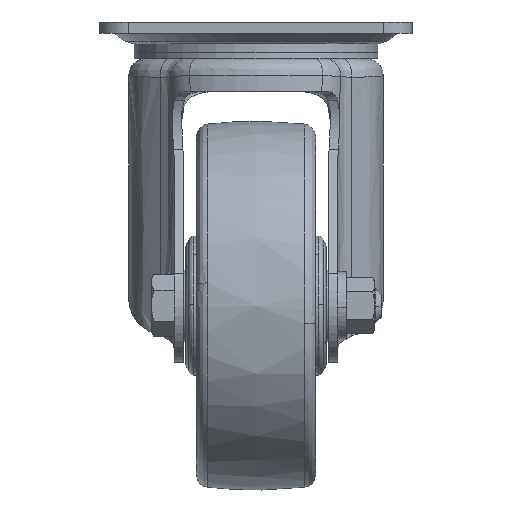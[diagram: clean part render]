
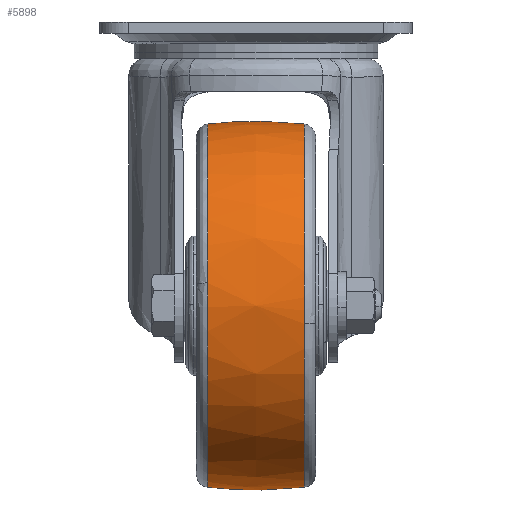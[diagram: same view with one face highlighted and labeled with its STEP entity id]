
A CAD part, left-side view. The second image highlights one B-rep face of the part: STEP entity #5898.
In plain terms, the highlighted free-form (B-spline) face has degree [2, 2] with [5, 7] control points.
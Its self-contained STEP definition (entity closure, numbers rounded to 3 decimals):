
#5609=CARTESIAN_POINT('',(-40.0,17.01,-164.032));
#5610=VERTEX_POINT('',#5609);
#5624=CARTESIAN_POINT('',(-103.527,17.01,-91.975));
#5625=VERTEX_POINT('',#5624);
#5626=CARTESIAN_POINT('',(-103.527,17.01,-91.975));
#5627=CARTESIAN_POINT('',(-104.032,17.01,-95.971));
#5628=CARTESIAN_POINT('',(-104.032,17.01,-100.));
#5629=CARTESIAN_POINT('',(-104.032,17.01,-164.032));
#5630=CARTESIAN_POINT('',(-40.0,17.01,-164.032));
#5638=(BOUNDED_CURVE()B_SPLINE_CURVE(2,(#5626,#5627,#5628,#5629,#5630),.UNSPECIFIED.,.F.,.U.)B_SPLINE_CURVE_WITH_KNOTS((3,2,3),(0.228,0.25,0.5),.UNSPECIFIED.)CURVE()GEOMETRIC_REPRESENTATION_ITEM()RATIONAL_B_SPLINE_CURVE((0.954,0.975,1.0,0.707,1.0))REPRESENTATION_ITEM(''));
#5639=EDGE_CURVE('',#5625,#5610,#5638,.T.);
#5688=CARTESIAN_POINT('',(-40.0,17.01,-35.968));
#5689=VERTEX_POINT('',#5688);
#5690=CARTESIAN_POINT('',(-40.0,17.01,-35.968));
#5691=CARTESIAN_POINT('',(-96.452,17.01,-35.968));
#5692=CARTESIAN_POINT('',(-103.527,17.01,-91.975));
#5700=(BOUNDED_CURVE()B_SPLINE_CURVE(2,(#5690,#5691,#5692),.UNSPECIFIED.,.F.,.U.)B_SPLINE_CURVE_WITH_KNOTS((3,3),(0.0,0.228),.UNSPECIFIED.)CURVE()GEOMETRIC_REPRESENTATION_ITEM()RATIONAL_B_SPLINE_CURVE((1.0,0.733,0.954))REPRESENTATION_ITEM(''));
#5701=EDGE_CURVE('',#5689,#5625,#5700,.T.);
#5801=CARTESIAN_POINT('',(-38.216,-18.723,-36.173));
#5802=CARTESIAN_POINT('',(-38.183,-9.398,-35.));
#5803=CARTESIAN_POINT('',(-38.183,0.,-35.));
#5804=CARTESIAN_POINT('',(-38.183,9.398,-35.));
#5805=CARTESIAN_POINT('',(-38.216,18.723,-36.173));
#5806=CARTESIAN_POINT('',(-39.103,-18.723,-36.173));
#5807=CARTESIAN_POINT('',(-39.086,-9.398,-35.0));
#5808=CARTESIAN_POINT('',(-39.086,0.,-35.));
#5809=CARTESIAN_POINT('',(-39.086,9.398,-35.0));
#5810=CARTESIAN_POINT('',(-39.103,18.723,-36.173));
#5811=CARTESIAN_POINT('',(-103.827,-18.723,-36.173));
#5812=CARTESIAN_POINT('',(-105.,-9.398,-35.));
#5813=CARTESIAN_POINT('',(-105.,0.,-35.));
#5814=CARTESIAN_POINT('',(-105.,9.398,-35.));
#5815=CARTESIAN_POINT('',(-103.827,18.723,-36.173));
#5816=CARTESIAN_POINT('',(-103.827,-18.723,-100.0));
#5817=CARTESIAN_POINT('',(-105.,-9.398,-100.0));
#5818=CARTESIAN_POINT('',(-105.0,0.,-100.0));
#5819=CARTESIAN_POINT('',(-105.,9.398,-100.0));
#5820=CARTESIAN_POINT('',(-103.827,18.723,-100.0));
#5821=CARTESIAN_POINT('',(-103.827,-18.723,-163.827));
#5822=CARTESIAN_POINT('',(-105.,-9.398,-165.));
#5823=CARTESIAN_POINT('',(-105.,0.,-165.));
#5824=CARTESIAN_POINT('',(-105.,9.398,-165.));
#5825=CARTESIAN_POINT('',(-103.827,18.723,-163.827));
#5826=CARTESIAN_POINT('',(-39.103,-18.723,-163.827));
#5827=CARTESIAN_POINT('',(-39.086,-9.398,-165.));
#5828=CARTESIAN_POINT('',(-39.086,0.,-165.0));
#5829=CARTESIAN_POINT('',(-39.086,9.398,-165.));
#5830=CARTESIAN_POINT('',(-39.103,18.723,-163.827));
#5831=CARTESIAN_POINT('',(-38.216,-18.723,-163.827));
#5832=CARTESIAN_POINT('',(-38.183,-9.398,-165.));
#5833=CARTESIAN_POINT('',(-38.183,0.,-165.));
#5834=CARTESIAN_POINT('',(-38.183,9.398,-165.));
#5835=CARTESIAN_POINT('',(-38.216,18.723,-163.827));
#5843=(BOUNDED_SURFACE()B_SPLINE_SURFACE(2,2,((#5801,#5806,#5811,#5816,#5821,#5826,#5831),(#5802,#5807,#5812,#5817,#5822,#5827,#5832),(#5803,#5808,#5813,#5818,#5823,#5828,#5833),(#5804,#5809,#5814,#5819,#5824,#5829,#5834),(#5805,#5810,#5815,#5820,#5825,#5830,#5835)),.UNSPECIFIED.,.F.,.F.,.U.)B_SPLINE_SURFACE_WITH_KNOTS((3,2,3),(3,1,2,1,3),(0.0,19.013,38.025),(0.0,2.154,109.849,217.545,219.699),.UNSPECIFIED.)GEOMETRIC_REPRESENTATION_ITEM()RATIONAL_B_SPLINE_SURFACE(((0.985,0.979,0.688,0.974,0.688,0.979,0.985),(0.996,0.991,0.696,0.985,0.696,0.991,0.996),(1.012,1.006,0.707,1.0,0.707,1.006,1.012),(0.996,0.991,0.696,0.985,0.696,0.991,0.996),(0.985,0.979,0.688,0.974,0.688,0.979,0.985)))REPRESENTATION_ITEM('')SURFACE());
#5844=CARTESIAN_POINT('',(-40.0,-17.01,-35.968));
#5845=VERTEX_POINT('',#5844);
#5846=CARTESIAN_POINT('',(-40.0,-17.01,-35.968));
#5847=CARTESIAN_POINT('',(-40.0,-10.835,-35.263));
#5848=CARTESIAN_POINT('',(-40.0,0.536,-34.677));
#5849=CARTESIAN_POINT('',(-40.0,11.894,-35.384));
#5850=CARTESIAN_POINT('',(-40.0,17.01,-35.968));
#5851=B_SPLINE_CURVE_WITH_KNOTS('',3,(#5846,#5847,#5848,#5849,#5850),.UNSPECIFIED.,.F.,.U.,(4,1,4),(0.,18.645,34.094),.UNSPECIFIED.);
#5852=EDGE_CURVE('',#5845,#5689,#5851,.T.);
#5853=ORIENTED_EDGE('',*,*,#5852,.T.);
#5854=ORIENTED_EDGE('',*,*,#5701,.T.);
#5855=ORIENTED_EDGE('',*,*,#5639,.T.);
#5856=CARTESIAN_POINT('',(-40.0,-17.01,-164.032));
#5857=VERTEX_POINT('',#5856);
#5858=CARTESIAN_POINT('',(-40.0,-17.01,-164.032));
#5859=CARTESIAN_POINT('',(-40.0,-10.483,-164.778));
#5860=CARTESIAN_POINT('',(-40.0,0.894,-165.323));
#5861=CARTESIAN_POINT('',(-40.0,12.247,-164.576));
#5862=CARTESIAN_POINT('',(-40.0,17.01,-164.032));
#5863=B_SPLINE_CURVE_WITH_KNOTS('',3,(#5858,#5859,#5860,#5861,#5862),.UNSPECIFIED.,.F.,.U.,(4,1,4),(0.,19.71,34.094),.UNSPECIFIED.);
#5864=EDGE_CURVE('',#5857,#5610,#5863,.T.);
#5865=ORIENTED_EDGE('',*,*,#5864,.F.);
#5866=CARTESIAN_POINT('',(-103.709,-17.01,-106.426));
#5867=VERTEX_POINT('',#5866);
#5868=CARTESIAN_POINT('',(-103.709,-17.01,-106.426));
#5869=CARTESIAN_POINT('',(-97.898,-17.01,-164.032));
#5870=CARTESIAN_POINT('',(-40.0,-17.01,-164.032));
#5878=(BOUNDED_CURVE()B_SPLINE_CURVE(2,(#5868,#5869,#5870),.UNSPECIFIED.,.F.,.U.)B_SPLINE_CURVE_WITH_KNOTS((3,3),(0.267,0.5),.UNSPECIFIED.)CURVE()GEOMETRIC_REPRESENTATION_ITEM()RATIONAL_B_SPLINE_CURVE((0.962,0.728,1.0))REPRESENTATION_ITEM(''));
#5879=EDGE_CURVE('',#5867,#5857,#5878,.T.);
#5880=ORIENTED_EDGE('',*,*,#5879,.F.);
#5881=CARTESIAN_POINT('',(-40.0,-17.01,-35.968));
#5882=CARTESIAN_POINT('',(-104.032,-17.01,-35.968));
#5883=CARTESIAN_POINT('',(-104.032,-17.01,-100.));
#5884=CARTESIAN_POINT('',(-104.032,-17.01,-103.221));
#5885=CARTESIAN_POINT('',(-103.709,-17.01,-106.426));
#5893=(BOUNDED_CURVE()B_SPLINE_CURVE(2,(#5881,#5882,#5883,#5884,#5885),.UNSPECIFIED.,.F.,.U.)B_SPLINE_CURVE_WITH_KNOTS((3,2,3),(0.0,0.25,0.267),.UNSPECIFIED.)CURVE()GEOMETRIC_REPRESENTATION_ITEM()RATIONAL_B_SPLINE_CURVE((1.0,0.707,1.0,0.98,0.962))REPRESENTATION_ITEM(''));
#5894=EDGE_CURVE('',#5845,#5867,#5893,.T.);
#5895=ORIENTED_EDGE('',*,*,#5894,.F.);
#5896=EDGE_LOOP('',(#5853,#5854,#5855,#5865,#5880,#5895));
#5897=FACE_OUTER_BOUND('',#5896,.T.);
#5898=ADVANCED_FACE('',(#5897),#5843,.T.);
